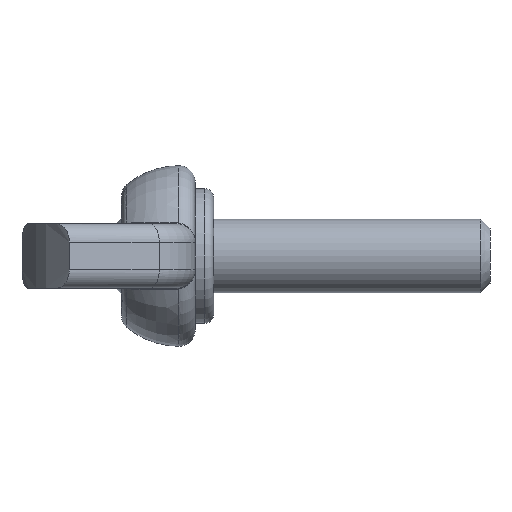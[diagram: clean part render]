
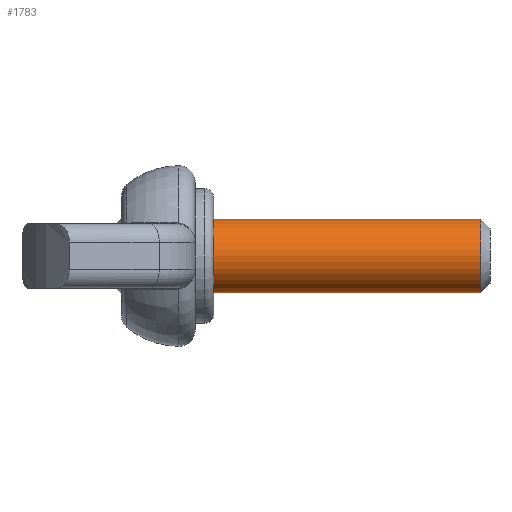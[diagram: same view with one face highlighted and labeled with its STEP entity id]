
A CAD part, left-side view. The second image highlights one B-rep face of the part: STEP entity #1783.
In plain terms, the highlighted cylindrical face has radius 2 mm (diameter 4 mm), a partial arc.
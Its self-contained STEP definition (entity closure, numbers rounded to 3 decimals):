
#40 = CARTESIAN_POINT ( 'NONE',  ( 0., -1., 0. ) ) ;
#119 = VECTOR ( 'NONE', #719, 1000. ) ;
#302 = FACE_OUTER_BOUND ( 'NONE', #2016, .T. ) ;
#464 = CARTESIAN_POINT ( 'NONE',  ( 0., -1., -2. ) ) ;
#466 = ORIENTED_EDGE ( 'NONE', *, *, #1802, .T. ) ;
#514 = LINE ( 'NONE', #2096, #119 ) ;
#675 = CIRCLE ( 'NONE', #1058, 2. ) ;
#719 = DIRECTION ( 'NONE',  ( 0., 1., 0. ) ) ;
#794 = DIRECTION ( 'NONE',  ( 0., 0., -1. ) ) ;
#936 = DIRECTION ( 'NONE',  ( 0., -1., 0. ) ) ;
#974 = DIRECTION ( 'NONE',  ( 0., 1., 0. ) ) ;
#1058 = AXIS2_PLACEMENT_3D ( 'NONE', #2287, #2716, #794 ) ;
#1123 = DIRECTION ( 'NONE',  ( 0., 1., 0. ) ) ;
#1153 = LINE ( 'NONE', #2214, #2411 ) ;
#1215 = ORIENTED_EDGE ( 'NONE', *, *, #2362, .T. ) ;
#1227 = CARTESIAN_POINT ( 'NONE',  ( 0., -1., 2. ) ) ;
#1350 = VERTEX_POINT ( 'NONE', #1809 ) ;
#1416 = DIRECTION ( 'NONE',  ( 0., 0., 1. ) ) ;
#1417 = AXIS2_PLACEMENT_3D ( 'NONE', #40, #936, #1803 ) ;
#1564 = ORIENTED_EDGE ( 'NONE', *, *, #2529, .T. ) ;
#1614 = ORIENTED_EDGE ( 'NONE', *, *, #1728, .F. ) ;
#1657 = VERTEX_POINT ( 'NONE', #464 ) ;
#1728 = EDGE_CURVE ( 'NONE', #1745, #1657, #1153, .T. ) ;
#1745 = VERTEX_POINT ( 'NONE', #2522 ) ;
#1757 = VERTEX_POINT ( 'NONE', #1227 ) ;
#1783 = ADVANCED_FACE ( 'NONE', ( #302 ), #2067, .T. ) ;
#1802 = EDGE_CURVE ( 'NONE', #1350, #1757, #514, .T. ) ;
#1803 = DIRECTION ( 'NONE',  ( 0., 0., -1. ) ) ;
#1809 = CARTESIAN_POINT ( 'NONE',  ( 0., -15.5, 2. ) ) ;
#1819 = AXIS2_PLACEMENT_3D ( 'NONE', #2320, #974, #1416 ) ;
#2016 = EDGE_LOOP ( 'NONE', ( #1614, #1564, #466, #1215 ) ) ;
#2067 = CYLINDRICAL_SURFACE ( 'NONE', #1819, 2. ) ;
#2096 = CARTESIAN_POINT ( 'NONE',  ( 0., -16., 2. ) ) ;
#2214 = CARTESIAN_POINT ( 'NONE',  ( 0., -16., -2. ) ) ;
#2287 = CARTESIAN_POINT ( 'NONE',  ( 0., -15.5, 0. ) ) ;
#2320 = CARTESIAN_POINT ( 'NONE',  ( 0., -16., 0. ) ) ;
#2362 = EDGE_CURVE ( 'NONE', #1757, #1657, #2604, .T. ) ;
#2411 = VECTOR ( 'NONE', #1123, 1000. ) ;
#2522 = CARTESIAN_POINT ( 'NONE',  ( 0., -15.5, -2. ) ) ;
#2529 = EDGE_CURVE ( 'NONE', #1745, #1350, #675, .T. ) ;
#2604 = CIRCLE ( 'NONE', #1417, 2. ) ;
#2716 = DIRECTION ( 'NONE',  ( 0., 1., 0. ) ) ;
